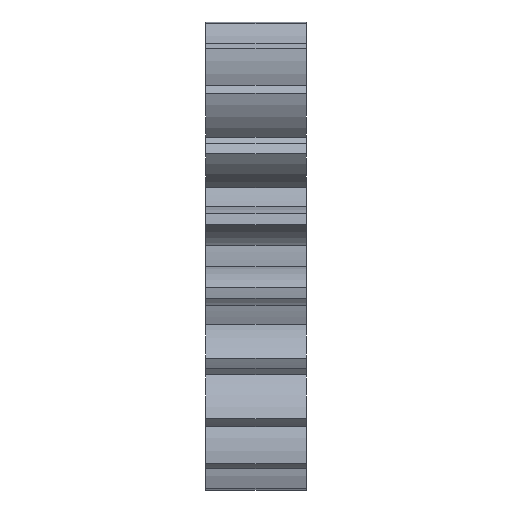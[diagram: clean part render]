
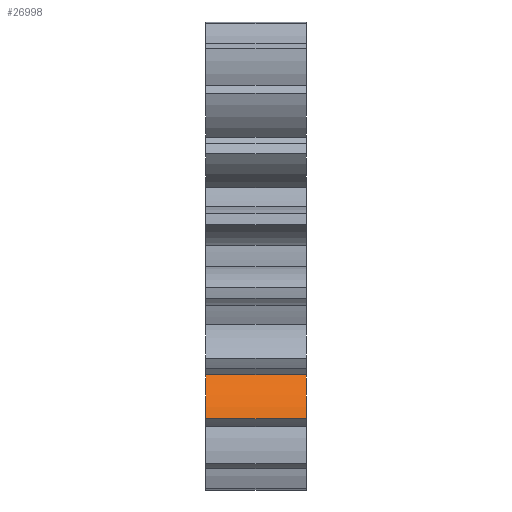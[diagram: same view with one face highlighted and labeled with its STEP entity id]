
A CAD part, front view. The second image highlights one B-rep face of the part: STEP entity #26998.
In plain terms, the highlighted cylindrical face has radius 4 mm (diameter 8 mm), a partial arc.
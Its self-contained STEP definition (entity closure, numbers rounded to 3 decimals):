
#415 = AXIS2_PLACEMENT_3D ( 'NONE', #14383, #7568, #17090 ) ;
#2271 = EDGE_CURVE ( 'NONE', #2777, #10148, #17717, .T. ) ;
#2755 = CARTESIAN_POINT ( 'NONE',  ( 4.7, -4.057, -8.476 ) ) ;
#2777 = VERTEX_POINT ( 'NONE', #6235 ) ;
#3515 = CARTESIAN_POINT ( 'NONE',  ( 0., -7.959, -7.593 ) ) ;
#3874 = EDGE_CURVE ( 'NONE', #6655, #30839, #22925, .T. ) ;
#4420 = DIRECTION ( 'NONE',  ( 1., 0., 0. ) ) ;
#4889 = CARTESIAN_POINT ( 'NONE',  ( 0., -6.773, -5.539 ) ) ;
#6235 = CARTESIAN_POINT ( 'NONE',  ( 4.7, -6.773, -5.539 ) ) ;
#6655 = VERTEX_POINT ( 'NONE', #3515 ) ;
#7568 = DIRECTION ( 'NONE',  ( -1., 0., 0. ) ) ;
#7866 = CARTESIAN_POINT ( 'NONE',  ( 4.7, -6.773, -5.539 ) ) ;
#9189 = CARTESIAN_POINT ( 'NONE',  ( 0., -4.057, -8.476 ) ) ;
#9999 = EDGE_CURVE ( 'NONE', #10148, #6655, #18011, .T. ) ;
#10148 = VERTEX_POINT ( 'NONE', #4889 ) ;
#10440 = EDGE_LOOP ( 'NONE', ( #26503, #24295, #19074, #18786 ) ) ;
#10491 = EDGE_CURVE ( 'NONE', #30839, #2777, #13970, .T. ) ;
#11163 = CARTESIAN_POINT ( 'NONE',  ( 2.35, -7.959, -7.593 ) ) ;
#12031 = DIRECTION ( 'NONE',  ( 0., 0., -1. ) ) ;
#12471 = CYLINDRICAL_SURFACE ( 'NONE', #415, 4. ) ;
#13970 = CIRCLE ( 'NONE', #19041, 4. ) ;
#14162 = CARTESIAN_POINT ( 'NONE',  ( 4.7, -7.959, -7.593 ) ) ;
#14383 = CARTESIAN_POINT ( 'NONE',  ( 4.7, -4.057, -8.476 ) ) ;
#15625 = VECTOR ( 'NONE', #21001, 1000. ) ;
#17090 = DIRECTION ( 'NONE',  ( 0., 0., 1. ) ) ;
#17717 = LINE ( 'NONE', #7866, #18287 ) ;
#18011 = CIRCLE ( 'NONE', #18512, 4. ) ;
#18287 = VECTOR ( 'NONE', #25022, 1000. ) ;
#18512 = AXIS2_PLACEMENT_3D ( 'NONE', #9189, #4420, #12031 ) ;
#18786 = ORIENTED_EDGE ( 'NONE', *, *, #9999, .T. ) ;
#19041 = AXIS2_PLACEMENT_3D ( 'NONE', #2755, #19923, #21994 ) ;
#19074 = ORIENTED_EDGE ( 'NONE', *, *, #2271, .T. ) ;
#19923 = DIRECTION ( 'NONE',  ( -1., 0., 0. ) ) ;
#21001 = DIRECTION ( 'NONE',  ( 1., 0., 0. ) ) ;
#21994 = DIRECTION ( 'NONE',  ( 0., -0.588, 0.809 ) ) ;
#22925 = LINE ( 'NONE', #11163, #15625 ) ;
#24295 = ORIENTED_EDGE ( 'NONE', *, *, #10491, .T. ) ;
#25022 = DIRECTION ( 'NONE',  ( -1., 0., 0. ) ) ;
#26503 = ORIENTED_EDGE ( 'NONE', *, *, #3874, .T. ) ;
#26789 = FACE_OUTER_BOUND ( 'NONE', #10440, .T. ) ;
#26998 = ADVANCED_FACE ( 'NONE', ( #26789 ), #12471, .T. ) ;
#30839 = VERTEX_POINT ( 'NONE', #14162 ) ;
